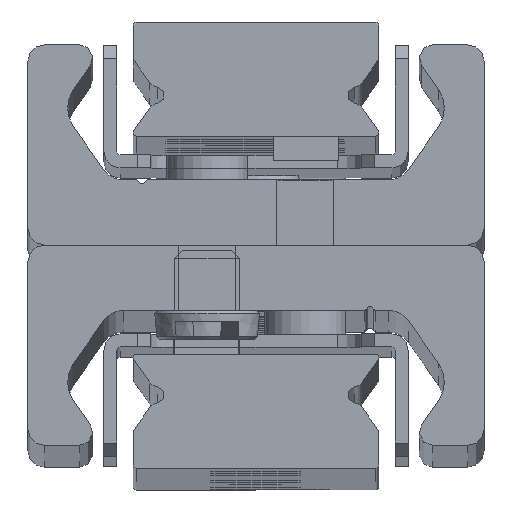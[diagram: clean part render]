
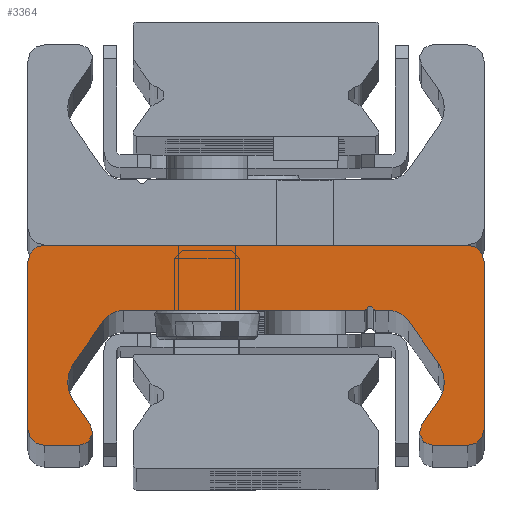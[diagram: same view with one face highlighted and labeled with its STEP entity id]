
A CAD part, top view. The second image highlights one B-rep face of the part: STEP entity #3364.
In plain terms, the highlighted planar face has unit normal (0, 0, 1).
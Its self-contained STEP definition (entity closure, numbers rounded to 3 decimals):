
#2398=CARTESIAN_POINT('',(7.0,0.0,770.0));
#2399=VERTEX_POINT('',#2398);
#2400=CARTESIAN_POINT('',(6.,1.0,770.0));
#2401=VERTEX_POINT('',#2400);
#2402=CARTESIAN_POINT('',(7.0,1.0,770.0));
#2403=DIRECTION('',(0.0,0.0,-1.0));
#2404=DIRECTION('',(-1.0,0.0,0.0));
#2405=AXIS2_PLACEMENT_3D('',#2402,#2403,#2404);
#2406=CIRCLE('',#2405,1.0);
#2407=EDGE_CURVE('',#2399,#2401,#2406,.T.);
#2440=CARTESIAN_POINT('',(6.,11.3,770.0));
#2441=VERTEX_POINT('',#2440);
#2442=CARTESIAN_POINT('',(6.,1.0,770.0));
#2443=DIRECTION('',(0.0,1.0,0.0));
#2444=VECTOR('',#2443,10.3);
#2445=LINE('',#2442,#2444);
#2446=EDGE_CURVE('',#2401,#2441,#2445,.T.);
#2471=CARTESIAN_POINT('',(7.0,12.3,770.0));
#2472=VERTEX_POINT('',#2471);
#2473=CARTESIAN_POINT('',(7.,11.3,770.0));
#2474=DIRECTION('',(0.0,0.0,-1.0));
#2475=DIRECTION('',(0.0,1.0,0.0));
#2476=AXIS2_PLACEMENT_3D('',#2473,#2474,#2475);
#2477=CIRCLE('',#2476,1.0);
#2478=EDGE_CURVE('',#2441,#2472,#2477,.T.);
#2504=CARTESIAN_POINT('',(9.17,12.3,770.0));
#2505=VERTEX_POINT('',#2504);
#2506=CARTESIAN_POINT('',(7.0,12.3,770.0));
#2507=DIRECTION('',(1.0,0.0,0.0));
#2508=VECTOR('',#2507,2.17);
#2509=LINE('',#2506,#2508);
#2510=EDGE_CURVE('',#2472,#2505,#2509,.T.);
#2535=CARTESIAN_POINT('',(9.826,11.041,770.0));
#2536=VERTEX_POINT('',#2535);
#2537=CARTESIAN_POINT('',(9.17,11.5,770.0));
#2538=DIRECTION('',(0.0,0.0,-1.));
#2539=DIRECTION('',(0.819,-0.574,0.0));
#2540=AXIS2_PLACEMENT_3D('',#2537,#2538,#2539);
#2541=CIRCLE('',#2540,0.8);
#2542=EDGE_CURVE('',#2505,#2536,#2541,.T.);
#2568=CARTESIAN_POINT('',(8.794,9.567,770.0));
#2569=VERTEX_POINT('',#2568);
#2570=CARTESIAN_POINT('',(9.826,11.041,770.0));
#2571=DIRECTION('',(-0.574,-0.819,0.0));
#2572=VECTOR('',#2571,1.799);
#2573=LINE('',#2570,#2572);
#2574=EDGE_CURVE('',#2536,#2569,#2573,.T.);
#2599=CARTESIAN_POINT('',(8.794,7.273,770.0));
#2600=VERTEX_POINT('',#2599);
#2601=CARTESIAN_POINT('',(10.432,8.42,770.0));
#2602=DIRECTION('',(0.0,0.0,1.0));
#2603=DIRECTION('',(0.819,-0.574,0.0));
#2604=AXIS2_PLACEMENT_3D('',#2601,#2602,#2603);
#2605=CIRCLE('',#2604,2.0);
#2606=EDGE_CURVE('',#2569,#2600,#2605,.T.);
#2632=CARTESIAN_POINT('',(10.637,4.64,770.0));
#2633=VERTEX_POINT('',#2632);
#2634=CARTESIAN_POINT('',(8.794,7.273,770.0));
#2635=DIRECTION('',(0.574,-0.819,0.0));
#2636=VECTOR('',#2635,3.215);
#2637=LINE('',#2634,#2636);
#2638=EDGE_CURVE('',#2600,#2633,#2637,.T.);
#2663=CARTESIAN_POINT('',(11.866,4.,770.0));
#2664=VERTEX_POINT('',#2663);
#2665=CARTESIAN_POINT('',(11.866,5.5,770.0));
#2666=DIRECTION('',(0.0,0.0,1.0));
#2667=DIRECTION('',(0.819,0.574,0.0));
#2668=AXIS2_PLACEMENT_3D('',#2665,#2666,#2667);
#2669=CIRCLE('',#2668,1.5);
#2670=EDGE_CURVE('',#2633,#2664,#2669,.T.);
#2696=CARTESIAN_POINT('',(12.665,4.,770.0));
#2697=VERTEX_POINT('',#2696);
#2698=CARTESIAN_POINT('',(11.866,4.,770.0));
#2699=DIRECTION('',(1.0,0.0,0.0));
#2700=VECTOR('',#2699,0.798);
#2701=LINE('',#2698,#2700);
#2702=EDGE_CURVE('',#2664,#2697,#2701,.T.);
#2727=CARTESIAN_POINT('',(12.76,3.929,770.0));
#2728=VERTEX_POINT('',#2727);
#2729=CARTESIAN_POINT('',(12.665,3.9,770.0));
#2730=DIRECTION('',(0.0,0.0,-1.0));
#2731=DIRECTION('',(0.958,0.286,0.0));
#2732=AXIS2_PLACEMENT_3D('',#2729,#2730,#2731);
#2733=CIRCLE('',#2732,0.1);
#2734=EDGE_CURVE('',#2697,#2728,#2733,.T.);
#2760=CARTESIAN_POINT('',(13.24,3.929,770.0));
#2761=VERTEX_POINT('',#2760);
#2762=CARTESIAN_POINT('',(13.,4.0,770.0));
#2763=DIRECTION('',(0.0,0.0,1.));
#2764=DIRECTION('',(0.958,0.286,0.0));
#2765=AXIS2_PLACEMENT_3D('',#2762,#2763,#2764);
#2766=CIRCLE('',#2765,0.25);
#2767=EDGE_CURVE('',#2728,#2761,#2766,.T.);
#2793=CARTESIAN_POINT('',(13.335,4.0,770.0));
#2794=VERTEX_POINT('',#2793);
#2795=CARTESIAN_POINT('',(13.335,3.9,770.0));
#2796=DIRECTION('',(0.0,0.0,-1.0));
#2797=DIRECTION('',(0.0,1.0,0.0));
#2798=AXIS2_PLACEMENT_3D('',#2795,#2796,#2797);
#2799=CIRCLE('',#2798,0.1);
#2800=EDGE_CURVE('',#2761,#2794,#2799,.T.);
#2826=CARTESIAN_POINT('',(28.134,4.0,770.0));
#2827=VERTEX_POINT('',#2826);
#2828=CARTESIAN_POINT('',(13.335,4.0,770.0));
#2829=DIRECTION('',(1.0,0.0,0.0));
#2830=VECTOR('',#2829,14.798);
#2831=LINE('',#2828,#2830);
#2832=EDGE_CURVE('',#2794,#2827,#2831,.T.);
#2926=CARTESIAN_POINT('',(29.363,4.64,770.0));
#2927=VERTEX_POINT('',#2926);
#2928=CARTESIAN_POINT('',(28.134,5.5,770.0));
#2929=DIRECTION('',(0.0,0.0,1.0));
#2930=DIRECTION('',(0.0,1.0,0.0));
#2931=AXIS2_PLACEMENT_3D('',#2928,#2929,#2930);
#2932=CIRCLE('',#2931,1.5);
#2933=EDGE_CURVE('',#2827,#2927,#2932,.T.);
#2959=CARTESIAN_POINT('',(31.206,7.273,770.0));
#2960=VERTEX_POINT('',#2959);
#2961=CARTESIAN_POINT('',(29.363,4.64,770.0));
#2962=DIRECTION('',(0.574,0.819,0.0));
#2963=VECTOR('',#2962,3.215);
#2964=LINE('',#2961,#2963);
#2965=EDGE_CURVE('',#2927,#2960,#2964,.T.);
#2990=CARTESIAN_POINT('',(31.206,9.567,770.0));
#2991=VERTEX_POINT('',#2990);
#2992=CARTESIAN_POINT('',(29.568,8.42,770.0));
#2993=DIRECTION('',(0.0,0.0,1.));
#2994=DIRECTION('',(-0.819,0.574,0.0));
#2995=AXIS2_PLACEMENT_3D('',#2992,#2993,#2994);
#2996=CIRCLE('',#2995,2.0);
#2997=EDGE_CURVE('',#2960,#2991,#2996,.T.);
#3023=CARTESIAN_POINT('',(30.174,11.041,770.0));
#3024=VERTEX_POINT('',#3023);
#3025=CARTESIAN_POINT('',(31.206,9.567,770.0));
#3026=DIRECTION('',(-0.574,0.819,0.0));
#3027=VECTOR('',#3026,1.799);
#3028=LINE('',#3025,#3027);
#3029=EDGE_CURVE('',#2991,#3024,#3028,.T.);
#3054=CARTESIAN_POINT('',(30.83,12.3,770.0));
#3055=VERTEX_POINT('',#3054);
#3056=CARTESIAN_POINT('',(30.83,11.5,770.0));
#3057=DIRECTION('',(0.0,0.0,-1.0));
#3058=DIRECTION('',(0.0,1.0,0.0));
#3059=AXIS2_PLACEMENT_3D('',#3056,#3057,#3058);
#3060=CIRCLE('',#3059,0.8);
#3061=EDGE_CURVE('',#3024,#3055,#3060,.T.);
#3087=CARTESIAN_POINT('',(33.0,12.3,770.0));
#3088=VERTEX_POINT('',#3087);
#3089=CARTESIAN_POINT('',(30.83,12.3,770.0));
#3090=DIRECTION('',(1.0,0.0,0.0));
#3091=VECTOR('',#3090,2.17);
#3092=LINE('',#3089,#3091);
#3093=EDGE_CURVE('',#3055,#3088,#3092,.T.);
#3118=CARTESIAN_POINT('',(34.0,11.3,770.0));
#3119=VERTEX_POINT('',#3118);
#3120=CARTESIAN_POINT('',(33.0,11.3,770.0));
#3121=DIRECTION('',(0.0,0.0,-1.0));
#3122=DIRECTION('',(1.0,0.0,0.0));
#3123=AXIS2_PLACEMENT_3D('',#3120,#3121,#3122);
#3124=CIRCLE('',#3123,1.0);
#3125=EDGE_CURVE('',#3088,#3119,#3124,.T.);
#3151=CARTESIAN_POINT('',(34.0,1.0,770.0));
#3152=VERTEX_POINT('',#3151);
#3153=CARTESIAN_POINT('',(34.0,11.3,770.0));
#3154=DIRECTION('',(0.0,-1.0,0.0));
#3155=VECTOR('',#3154,10.3);
#3156=LINE('',#3153,#3155);
#3157=EDGE_CURVE('',#3119,#3152,#3156,.T.);
#3182=CARTESIAN_POINT('',(33.0,0.0,770.0));
#3183=VERTEX_POINT('',#3182);
#3184=CARTESIAN_POINT('',(33.0,1.0,770.0));
#3185=DIRECTION('',(0.0,0.0,-1.0));
#3186=DIRECTION('',(0.0,-1.0,0.0));
#3187=AXIS2_PLACEMENT_3D('',#3184,#3185,#3186);
#3188=CIRCLE('',#3187,1.0);
#3189=EDGE_CURVE('',#3152,#3183,#3188,.T.);
#3215=CARTESIAN_POINT('',(33.0,0.0,770.0));
#3216=DIRECTION('',(-1.0,0.0,0.0));
#3217=VECTOR('',#3216,26.0);
#3218=LINE('',#3215,#3217);
#3219=EDGE_CURVE('',#3183,#2399,#3218,.T.);
#3333=CARTESIAN_POINT('',(19.983,4.783,770.0));
#3334=DIRECTION('',(0.0,0.0,1.0));
#3335=DIRECTION('',(1.0,0.0,0.0));
#3336=AXIS2_PLACEMENT_3D('',#3333,#3334,#3335);
#3337=PLANE('',#3336);
#3338=ORIENTED_EDGE('',*,*,#2407,.F.);
#3339=ORIENTED_EDGE('',*,*,#3219,.F.);
#3340=ORIENTED_EDGE('',*,*,#3189,.F.);
#3341=ORIENTED_EDGE('',*,*,#3157,.F.);
#3342=ORIENTED_EDGE('',*,*,#3125,.F.);
#3343=ORIENTED_EDGE('',*,*,#3093,.F.);
#3344=ORIENTED_EDGE('',*,*,#3061,.F.);
#3345=ORIENTED_EDGE('',*,*,#3029,.F.);
#3346=ORIENTED_EDGE('',*,*,#2997,.F.);
#3347=ORIENTED_EDGE('',*,*,#2965,.F.);
#3348=ORIENTED_EDGE('',*,*,#2933,.F.);
#3349=ORIENTED_EDGE('',*,*,#2832,.F.);
#3350=ORIENTED_EDGE('',*,*,#2800,.F.);
#3351=ORIENTED_EDGE('',*,*,#2767,.F.);
#3352=ORIENTED_EDGE('',*,*,#2734,.F.);
#3353=ORIENTED_EDGE('',*,*,#2702,.F.);
#3354=ORIENTED_EDGE('',*,*,#2670,.F.);
#3355=ORIENTED_EDGE('',*,*,#2638,.F.);
#3356=ORIENTED_EDGE('',*,*,#2606,.F.);
#3357=ORIENTED_EDGE('',*,*,#2574,.F.);
#3358=ORIENTED_EDGE('',*,*,#2542,.F.);
#3359=ORIENTED_EDGE('',*,*,#2510,.F.);
#3360=ORIENTED_EDGE('',*,*,#2478,.F.);
#3361=ORIENTED_EDGE('',*,*,#2446,.F.);
#3362=EDGE_LOOP('',(#3338,#3339,#3340,#3341,#3342,#3343,#3344,#3345,#3346,#3347,#3348,#3349,#3350,#3351,#3352,#3353,#3354,#3355,#3356,#3357,#3358,#3359,#3360,#3361));
#3363=FACE_OUTER_BOUND('',#3362,.T.);
#3364=ADVANCED_FACE('',(#3363),#3337,.T.);
